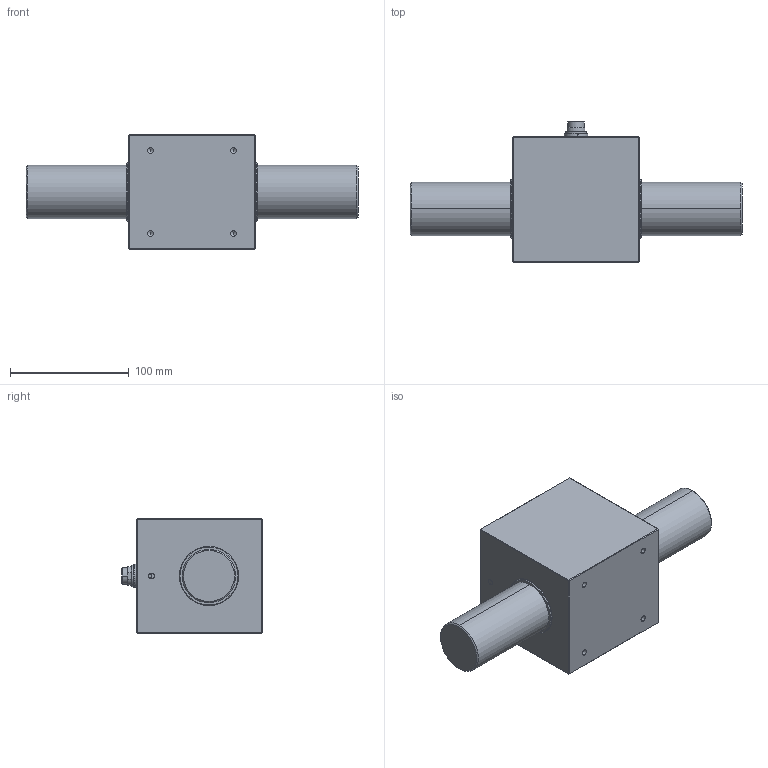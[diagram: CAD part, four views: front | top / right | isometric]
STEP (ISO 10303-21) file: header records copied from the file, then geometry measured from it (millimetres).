
FILE_DESCRIPTION (( 'STEP AP203' ), '1' );
FILE_NAME ('DRDL-IV.STEP', '2010-11-03T12:43:36', ( 'ETH' ), ( '' ), 'SwSTEP 2.0', 'SolidWorks 2011', '' );
FILE_SCHEMA (( 'CONFIG_CONTROL_DESIGN' ));
Length unit declared in the file: millimetre
Products named in the file (1): DRDL-IV
Bounding box: 280 x 118.6 x 97 mm (x, y, z)
Volume: 1372609.7 mm3; surface area: 110502.4 mm2
Topology: 8 solids, 9 shells, 461 faces, 968 edges, 554 vertices
Faces by surface type: plane 263, cone 82, cylinder 59, torus 37, sphere 16, bspline 4
Entity records: 12224 total; most frequent: DIRECTION 2260, CARTESIAN_POINT 2179, ORIENTED_EDGE 1916, EDGE_CURVE 958, AXIS2_PLACEMENT_3D 874, VERTEX_POINT 554, VECTOR 512, LINE 512
